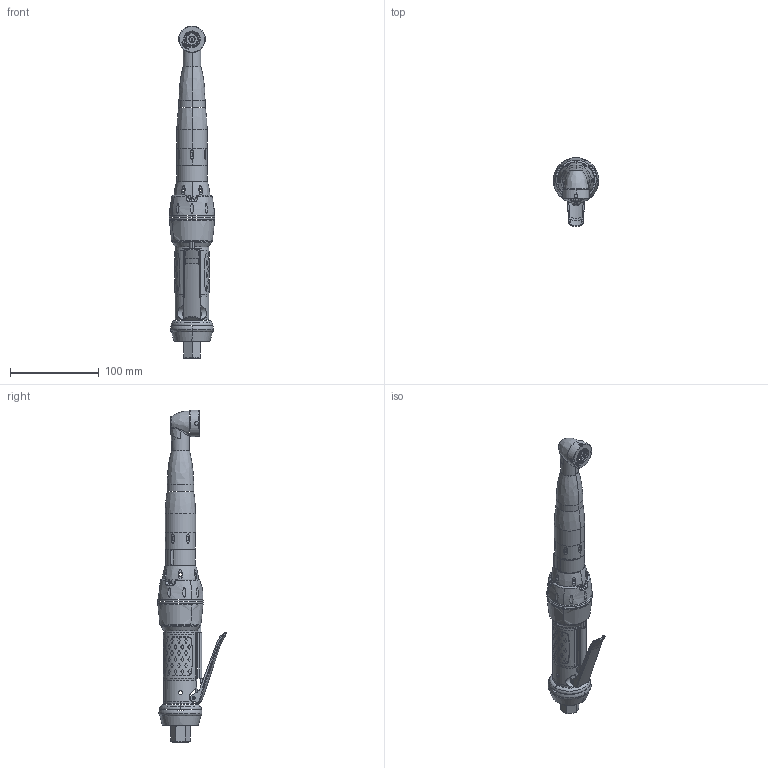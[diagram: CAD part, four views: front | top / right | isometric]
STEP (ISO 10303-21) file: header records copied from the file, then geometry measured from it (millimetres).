
FILE_DESCRIPTION((''),'2;1');
FILE_NAME('TMP83141_SW','2011-04-04T',('tooextcsr'),(''),'PRO/ENGINEER BY PARAMETRIC TECHNOLOGY CORPORATION, 2008310','PRO/ENGINEER BY PARAMETRIC TECHNOLOGY CORPORATION, 2008310','');
FILE_SCHEMA(('CONFIG_CONTROL_DESIGN', 'GEOMETRIC_VALIDATION_PROPERTIES_MIM'));
Length unit declared in the file: millimetre
Products named in the file (1): TMP83141_SW
Bounding box: 51.4 x 77.52 x 374.8 mm (x, y, z)
Surface area: 59462.4 mm2 (no closed solid volume)
Topology: 0 solids, 85 shells, 358 faces, 2177 edges, 1863 vertices
Faces by surface type: cylinder 145, bspline 71, torus 59, plane 52, cone 26, extrusion 4, sphere 1
Entity records: 35285 total; most frequent: CARTESIAN_POINT 18262, ORIENTED_EDGE 2719, EDGE_CURVE 2176, VERTEX_POINT 1863, DIRECTION 1782, B_SPLINE_CURVE_WITH_KNOTS 1421, AXIS2_PLACEMENT_3D 736, FILL_AREA_STYLE_COLOUR 555
